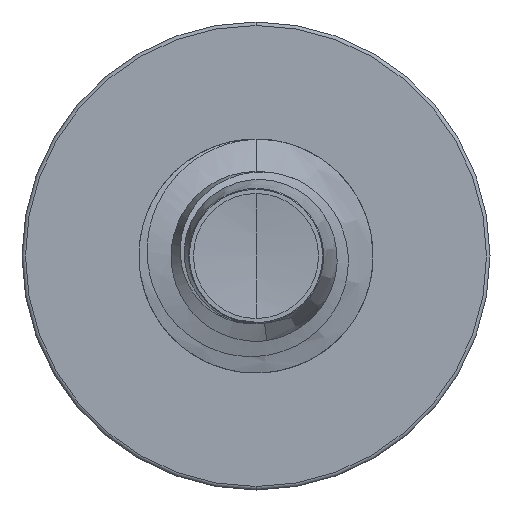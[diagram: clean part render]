
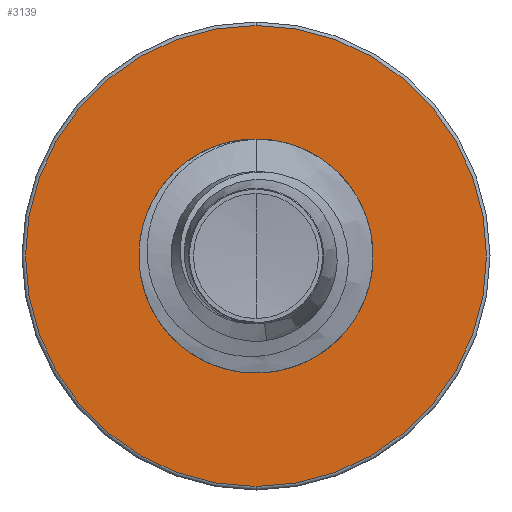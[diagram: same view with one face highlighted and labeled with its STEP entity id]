
A CAD part, front view. The second image highlights one B-rep face of the part: STEP entity #3139.
In plain terms, the highlighted planar face has unit normal (0, -1, 0).
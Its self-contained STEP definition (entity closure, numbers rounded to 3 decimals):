
#369 = CIRCLE ( 'NONE', #13356, 1.97 ) ;
#837 = CARTESIAN_POINT ( 'NONE',  ( 0., 6.5, 0. ) ) ;
#902 = PLANE ( 'NONE',  #1004 ) ;
#952 = DIRECTION ( 'NONE',  ( 0., 0., 1. ) ) ;
#1004 = AXIS2_PLACEMENT_3D ( 'NONE', #5585, #7898, #952 ) ;
#1015 = ORIENTED_EDGE ( 'NONE', *, *, #14770, .F. ) ;
#1983 = DIRECTION ( 'NONE',  ( 0., 0., 1. ) ) ;
#2249 = ORIENTED_EDGE ( 'NONE', *, *, #2335, .F. ) ;
#2284 = CARTESIAN_POINT ( 'NONE',  ( 0., 6.5, -1.97 ) ) ;
#2335 = EDGE_CURVE ( 'NONE', #11505, #6269, #11268, .T. ) ;
#3139 = ADVANCED_FACE ( 'NONE', ( #4784, #8545 ), #902, .F. ) ;
#4162 = CIRCLE ( 'NONE', #10263, 0.986 ) ;
#4784 = FACE_OUTER_BOUND ( 'NONE', #4812, .T. ) ;
#4809 = AXIS2_PLACEMENT_3D ( 'NONE', #6175, #14208, #7337 ) ;
#4812 = EDGE_LOOP ( 'NONE', ( #2249, #1015 ) ) ;
#5361 = DIRECTION ( 'NONE',  ( 0., 1., 0. ) ) ;
#5491 = CARTESIAN_POINT ( 'NONE',  ( 0., 6.5, 0.986 ) ) ;
#5585 = CARTESIAN_POINT ( 'NONE',  ( 0., 6.5, -0.986 ) ) ;
#5740 = VERTEX_POINT ( 'NONE', #5491 ) ;
#6175 = CARTESIAN_POINT ( 'NONE',  ( 0., 6.5, 0. ) ) ;
#6269 = VERTEX_POINT ( 'NONE', #2284 ) ;
#6557 = DIRECTION ( 'NONE',  ( 0., 1., 0. ) ) ;
#7323 = CARTESIAN_POINT ( 'NONE',  ( 0., 6.5, 1.97 ) ) ;
#7337 = DIRECTION ( 'NONE',  ( 0., 0., 1. ) ) ;
#7898 = DIRECTION ( 'NONE',  ( 0., 1., 0. ) ) ;
#8194 = VERTEX_POINT ( 'NONE', #14944 ) ;
#8545 = FACE_BOUND ( 'NONE', #13622, .T. ) ;
#8917 = DIRECTION ( 'NONE',  ( 0., 1., 0. ) ) ;
#9004 = EDGE_CURVE ( 'NONE', #5740, #8194, #14456, .T. ) ;
#10263 = AXIS2_PLACEMENT_3D ( 'NONE', #12250, #5361, #13406 ) ;
#10580 = AXIS2_PLACEMENT_3D ( 'NONE', #13421, #6557, #14562 ) ;
#11268 = CIRCLE ( 'NONE', #10580, 1.97 ) ;
#11505 = VERTEX_POINT ( 'NONE', #7323 ) ;
#12250 = CARTESIAN_POINT ( 'NONE',  ( 0., 6.5, 0. ) ) ;
#12554 = ORIENTED_EDGE ( 'NONE', *, *, #9004, .T. ) ;
#13356 = AXIS2_PLACEMENT_3D ( 'NONE', #837, #8917, #1983 ) ;
#13406 = DIRECTION ( 'NONE',  ( 0., 0., 1. ) ) ;
#13421 = CARTESIAN_POINT ( 'NONE',  ( 0., 6.5, 0. ) ) ;
#13622 = EDGE_LOOP ( 'NONE', ( #12554, #14007 ) ) ;
#14007 = ORIENTED_EDGE ( 'NONE', *, *, #14365, .T. ) ;
#14208 = DIRECTION ( 'NONE',  ( 0., 1., 0. ) ) ;
#14365 = EDGE_CURVE ( 'NONE', #8194, #5740, #4162, .T. ) ;
#14456 = CIRCLE ( 'NONE', #4809, 0.986 ) ;
#14562 = DIRECTION ( 'NONE',  ( 0., 0., 1. ) ) ;
#14770 = EDGE_CURVE ( 'NONE', #6269, #11505, #369, .T. ) ;
#14944 = CARTESIAN_POINT ( 'NONE',  ( 0., 6.5, -0.986 ) ) ;
